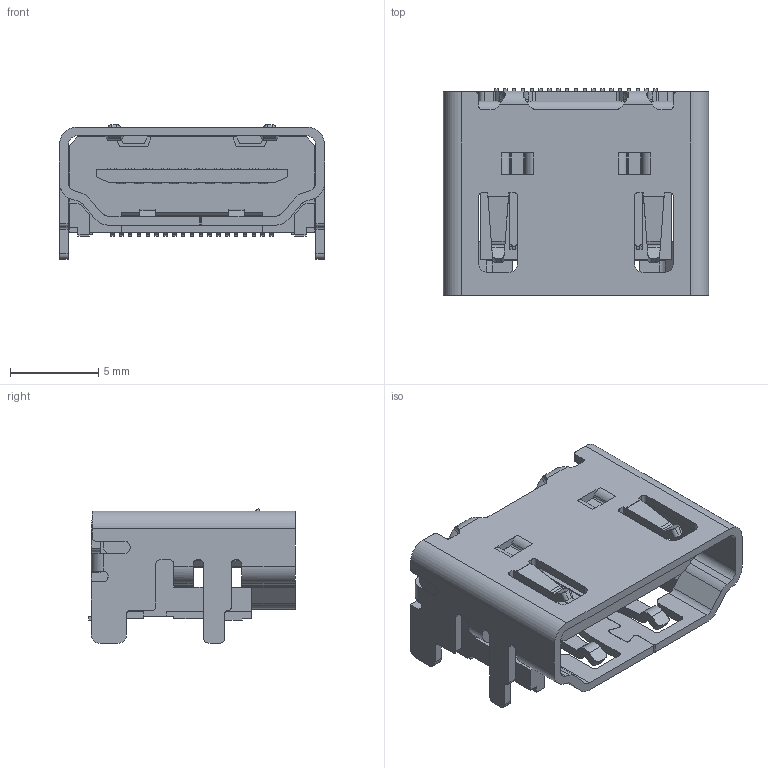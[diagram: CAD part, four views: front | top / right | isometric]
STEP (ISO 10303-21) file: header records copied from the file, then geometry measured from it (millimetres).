
FILE_DESCRIPTION(/* description */ (''),/* implementation_level */ '2;1');
FILE_NAME(/* name */ '2086581201wbm000_01_214.stp',/* time_stamp */ '2023-10-10T08:08:12+06:00',/* author */ (''),/* organization */ (''),/* preprocessor_version */ 'ST-DEVELOPER v16.7',/* originating_system */ 'SIEMENS PLM Software NX 1919',/* authorisation */ '');
FILE_SCHEMA (('AUTOMOTIVE_DESIGN { 1 0 10303 214 3 1 1 1 }'));
Length unit declared in the file: millimetre
Products named in the file (1): 2086581201wbm000_01
Bounding box: 15 x 11.7 x 7.61 mm (x, y, z)
Volume: 528.7 mm3; surface area: 1292.9 mm2
Topology: 1 solids, 1 shells, 1121 faces, 3214 edges, 2121 vertices
Faces by surface type: plane 725, cylinder 372, bspline 16, extrusion 8
Entity records: 39485 total; most frequent: CARTESIAN_POINT 10347, ORIENTED_EDGE 6428, DIRECTION 5565, EDGE_CURVE 3214, VECTOR 2363, LINE 2355, VERTEX_POINT 2121, AXIS2_PLACEMENT_3D 1601
